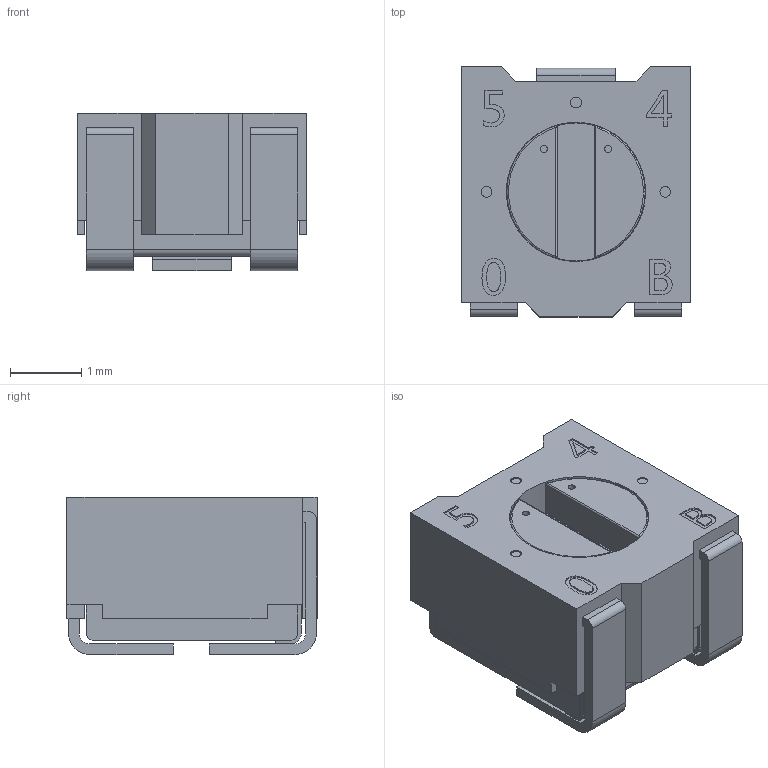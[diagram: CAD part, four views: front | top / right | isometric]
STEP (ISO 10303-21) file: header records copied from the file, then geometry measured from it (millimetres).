
FILE_DESCRIPTION (( 'STEP AP214' ), '1' );
FILE_NAME ('RES-ADJ-SMD_3313J-1.step', '2022-07-28T08:35:45', ( '' ), ( '' ), 'SwSTEP 2.0', 'SolidWorks 2020', '' );
FILE_SCHEMA (( 'AUTOMOTIVE_DESIGN' ));
Length unit declared in the file: millimetre
Products named in the file (1): RES-ADJ-SMD_3313J-1
Bounding box: 3.2 x 3.5 x 2.2 mm (x, y, z)
Volume: 20.6 mm3; surface area: 97.2 mm2
Topology: 1 solids, 1 shells, 412 faces, 1121 edges, 743 vertices
Faces by surface type: plane 254, bspline 124, cylinder 31, torus 3
Entity records: 19375 total; most frequent: CARTESIAN_POINT 5297, ORIENTED_EDGE 2242, DIRECTION 1509, EDGE_CURVE 1121, LINE 799, VECTOR 799, VERTEX_POINT 743, EDGE_LOOP 452
